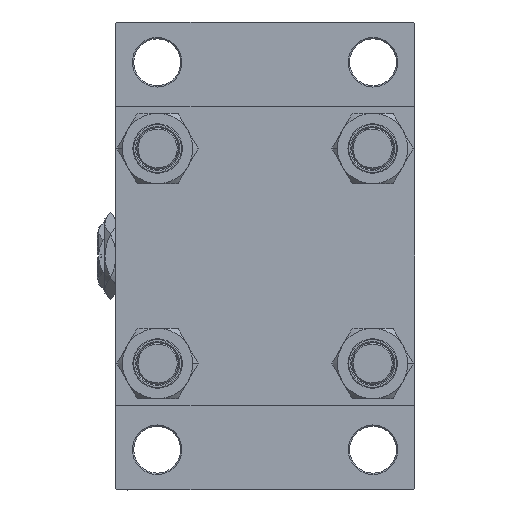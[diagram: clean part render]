
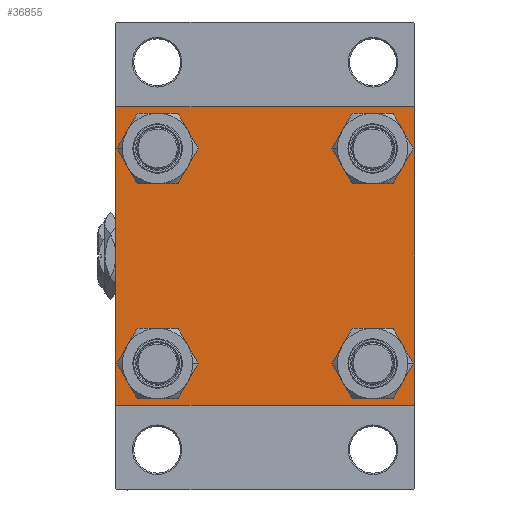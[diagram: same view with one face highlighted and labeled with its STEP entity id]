
A CAD part, left-side view. The second image highlights one B-rep face of the part: STEP entity #36855.
In plain terms, the highlighted planar face has unit normal (-1, 0, 0).
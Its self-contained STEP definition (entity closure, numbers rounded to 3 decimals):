
#113 = CARTESIAN_POINT ( 'NONE',  ( 0., 57.5, 57. ) ) ;
#462 = CIRCLE ( 'NONE', #24578, 8.5 ) ;
#660 = CARTESIAN_POINT ( 'NONE',  ( 0., -57.5, 57.5 ) ) ;
#1138 = ORIENTED_EDGE ( 'NONE', *, *, #32690, .T. ) ;
#1146 = DIRECTION ( 'NONE',  ( 0., -0.707, -0.707 ) ) ;
#1346 = DIRECTION ( 'NONE',  ( 0., 0., 1. ) ) ;
#1706 = EDGE_CURVE ( 'NONE', #3541, #32570, #462, .T. ) ;
#2063 = CIRCLE ( 'NONE', #51094, 8.5 ) ;
#2162 = VERTEX_POINT ( 'NONE', #49805 ) ;
#2284 = ORIENTED_EDGE ( 'NONE', *, *, #11430, .T. ) ;
#2470 = DIRECTION ( 'NONE',  ( -1., 0., 0. ) ) ;
#2647 = DIRECTION ( 'NONE',  ( 0., 0., 1. ) ) ;
#3283 = VECTOR ( 'NONE', #39630, 1000. ) ;
#3340 = VERTEX_POINT ( 'NONE', #16207 ) ;
#3409 = DIRECTION ( 'NONE',  ( 0., 0., 1. ) ) ;
#3541 = VERTEX_POINT ( 'NONE', #15008 ) ;
#3777 = ORIENTED_EDGE ( 'NONE', *, *, #48503, .T. ) ;
#4193 = AXIS2_PLACEMENT_3D ( 'NONE', #5118, #32729, #8279 ) ;
#5118 = CARTESIAN_POINT ( 'NONE',  ( 0., -41.35, -41.35 ) ) ;
#5782 = DIRECTION ( 'NONE',  ( 0., 0., 1. ) ) ;
#6623 = VECTOR ( 'NONE', #38138, 1000. ) ;
#6695 = EDGE_LOOP ( 'NONE', ( #25621, #2284, #27299, #32936, #25554, #43529, #48533, #36753 ) ) ;
#8279 = DIRECTION ( 'NONE',  ( 0., 0., 1. ) ) ;
#8910 = CARTESIAN_POINT ( 'NONE',  ( 0., 57.5, -57. ) ) ;
#9001 = CIRCLE ( 'NONE', #46422, 8.5 ) ;
#9364 = EDGE_CURVE ( 'NONE', #47294, #29096, #23851, .T. ) ;
#9677 = LINE ( 'NONE', #14117, #13204 ) ;
#9858 = AXIS2_PLACEMENT_3D ( 'NONE', #46122, #42213, #5782 ) ;
#9902 = CIRCLE ( 'NONE', #47282, 8.5 ) ;
#10547 = CARTESIAN_POINT ( 'NONE',  ( 0., -41.35, 41.35 ) ) ;
#10765 = LINE ( 'NONE', #26649, #3283 ) ;
#11430 = EDGE_CURVE ( 'NONE', #40746, #41263, #36803, .T. ) ;
#11896 = CIRCLE ( 'NONE', #40971, 8.5 ) ;
#12297 = CARTESIAN_POINT ( 'NONE',  ( 0., -57., 57.5 ) ) ;
#12421 = VERTEX_POINT ( 'NONE', #41608 ) ;
#12527 = ORIENTED_EDGE ( 'NONE', *, *, #23860, .T. ) ;
#13204 = VECTOR ( 'NONE', #25562, 1000. ) ;
#13360 = EDGE_CURVE ( 'NONE', #19584, #12421, #21636, .T. ) ;
#13801 = DIRECTION ( 'NONE',  ( 0., 0.707, -0.707 ) ) ;
#14117 = CARTESIAN_POINT ( 'NONE',  ( 0., 57.5, 57.5 ) ) ;
#14953 = FACE_BOUND ( 'NONE', #36744, .T. ) ;
#15008 = CARTESIAN_POINT ( 'NONE',  ( 0., 41.35, -49.85 ) ) ;
#16207 = CARTESIAN_POINT ( 'NONE',  ( 0., -41.35, 32.85 ) ) ;
#16225 = ORIENTED_EDGE ( 'NONE', *, *, #1706, .T. ) ;
#16432 = EDGE_LOOP ( 'NONE', ( #22697, #33811 ) ) ;
#17284 = DIRECTION ( 'NONE',  ( 0., 0., 1. ) ) ;
#17319 = CARTESIAN_POINT ( 'NONE',  ( 0., -57.5, 57. ) ) ;
#17373 = EDGE_CURVE ( 'NONE', #2162, #33257, #36877, .T. ) ;
#17542 = CARTESIAN_POINT ( 'NONE',  ( 0., -41.35, -41.35 ) ) ;
#17842 = CARTESIAN_POINT ( 'NONE',  ( 0., 57.5, -57.5 ) ) ;
#18173 = VERTEX_POINT ( 'NONE', #18944 ) ;
#18602 = FACE_BOUND ( 'NONE', #32816, .T. ) ;
#18619 = DIRECTION ( 'NONE',  ( 0., 0., 1. ) ) ;
#18865 = FACE_BOUND ( 'NONE', #37797, .T. ) ;
#18944 = CARTESIAN_POINT ( 'NONE',  ( 0., -41.35, 49.85 ) ) ;
#19273 = CARTESIAN_POINT ( 'NONE',  ( 0., -41.35, -49.85 ) ) ;
#19472 = VERTEX_POINT ( 'NONE', #113 ) ;
#19584 = VERTEX_POINT ( 'NONE', #19273 ) ;
#21245 = DIRECTION ( 'NONE',  ( 1., 0., 0. ) ) ;
#21636 = CIRCLE ( 'NONE', #4193, 8.5 ) ;
#21743 = DIRECTION ( 'NONE',  ( 1., 0., 0. ) ) ;
#22000 = LINE ( 'NONE', #17842, #6623 ) ;
#22697 = ORIENTED_EDGE ( 'NONE', *, *, #31631, .T. ) ;
#22760 = FACE_OUTER_BOUND ( 'NONE', #6695, .T. ) ;
#23201 = CARTESIAN_POINT ( 'NONE',  ( 0., 41.35, 41.35 ) ) ;
#23235 = VECTOR ( 'NONE', #44089, 1000. ) ;
#23851 = LINE ( 'NONE', #660, #24060 ) ;
#23860 = EDGE_CURVE ( 'NONE', #33257, #2162, #2063, .T. ) ;
#24060 = VECTOR ( 'NONE', #40476, 1000. ) ;
#24578 = AXIS2_PLACEMENT_3D ( 'NONE', #44423, #21245, #32955 ) ;
#25554 = ORIENTED_EDGE ( 'NONE', *, *, #9364, .F. ) ;
#25562 = DIRECTION ( 'NONE',  ( 0., -1., 0. ) ) ;
#25621 = ORIENTED_EDGE ( 'NONE', *, *, #37745, .T. ) ;
#26649 = CARTESIAN_POINT ( 'NONE',  ( 0., -57.25, -57.25 ) ) ;
#26849 = VERTEX_POINT ( 'NONE', #35322 ) ;
#26924 = DIRECTION ( 'NONE',  ( 0., 0., 1. ) ) ;
#27299 = ORIENTED_EDGE ( 'NONE', *, *, #37561, .T. ) ;
#27968 = LINE ( 'NONE', #51382, #40196 ) ;
#28214 = LINE ( 'NONE', #35760, #23235 ) ;
#28227 = DIRECTION ( 'NONE',  ( 0., 0.707, 0.707 ) ) ;
#28956 = CARTESIAN_POINT ( 'NONE',  ( 0., 41.35, 41.35 ) ) ;
#29096 = VERTEX_POINT ( 'NONE', #29300 ) ;
#29300 = CARTESIAN_POINT ( 'NONE',  ( 0., -57.5, -57. ) ) ;
#29819 = VERTEX_POINT ( 'NONE', #12297 ) ;
#29988 = DIRECTION ( 'NONE',  ( 1., 0., 0. ) ) ;
#30047 = CARTESIAN_POINT ( 'NONE',  ( 0., 57., -57.5 ) ) ;
#30188 = LINE ( 'NONE', #45810, #42504 ) ;
#31523 = VERTEX_POINT ( 'NONE', #32155 ) ;
#31631 = EDGE_CURVE ( 'NONE', #12421, #19584, #9001, .T. ) ;
#32155 = CARTESIAN_POINT ( 'NONE',  ( 0., 57., 57.5 ) ) ;
#32570 = VERTEX_POINT ( 'NONE', #43031 ) ;
#32690 = EDGE_CURVE ( 'NONE', #32570, #3541, #9902, .T. ) ;
#32725 = AXIS2_PLACEMENT_3D ( 'NONE', #28956, #29988, #2647 ) ;
#32729 = DIRECTION ( 'NONE',  ( 1., 0., 0. ) ) ;
#32748 = EDGE_CURVE ( 'NONE', #31523, #29819, #9677, .T. ) ;
#32816 = EDGE_LOOP ( 'NONE', ( #47077, #3777 ) ) ;
#32936 = ORIENTED_EDGE ( 'NONE', *, *, #36573, .T. ) ;
#32955 = DIRECTION ( 'NONE',  ( 0., 0., 1. ) ) ;
#33178 = AXIS2_PLACEMENT_3D ( 'NONE', #34219, #2470, #26924 ) ;
#33257 = VERTEX_POINT ( 'NONE', #50083 ) ;
#33415 = DIRECTION ( 'NONE',  ( 1., 0., 0. ) ) ;
#33811 = ORIENTED_EDGE ( 'NONE', *, *, #13360, .T. ) ;
#33893 = CARTESIAN_POINT ( 'NONE',  ( 0., 41.35, -41.35 ) ) ;
#34219 = CARTESIAN_POINT ( 'NONE',  ( 0., 0., 0. ) ) ;
#34475 = PLANE ( 'NONE',  #33178 ) ;
#35322 = CARTESIAN_POINT ( 'NONE',  ( 0., -57., -57.5 ) ) ;
#35757 = EDGE_CURVE ( 'NONE', #18173, #3340, #51426, .T. ) ;
#35760 = CARTESIAN_POINT ( 'NONE',  ( 0., 57.5, 57.5 ) ) ;
#36573 = EDGE_CURVE ( 'NONE', #26849, #29096, #10765, .T. ) ;
#36744 = EDGE_LOOP ( 'NONE', ( #1138, #16225 ) ) ;
#36753 = ORIENTED_EDGE ( 'NONE', *, *, #41804, .T. ) ;
#36803 = LINE ( 'NONE', #48781, #44874 ) ;
#36855 = ADVANCED_FACE ( 'NONE', ( #18602, #50602, #14953, #18865, #22760 ), #34475, .T. ) ;
#36877 = CIRCLE ( 'NONE', #32725, 8.5 ) ;
#37272 = DIRECTION ( 'NONE',  ( 1., 0., 0. ) ) ;
#37561 = EDGE_CURVE ( 'NONE', #41263, #26849, #22000, .T. ) ;
#37745 = EDGE_CURVE ( 'NONE', #19472, #40746, #28214, .T. ) ;
#37797 = EDGE_LOOP ( 'NONE', ( #51156, #12527 ) ) ;
#38138 = DIRECTION ( 'NONE',  ( 0., -1., 0. ) ) ;
#39066 = DIRECTION ( 'NONE',  ( 1., 0., 0. ) ) ;
#39630 = DIRECTION ( 'NONE',  ( 0., -0.707, 0.707 ) ) ;
#40196 = VECTOR ( 'NONE', #28227, 1000. ) ;
#40476 = DIRECTION ( 'NONE',  ( 0., 0., -1. ) ) ;
#40746 = VERTEX_POINT ( 'NONE', #8910 ) ;
#40971 = AXIS2_PLACEMENT_3D ( 'NONE', #10547, #21743, #18619 ) ;
#41263 = VERTEX_POINT ( 'NONE', #30047 ) ;
#41608 = CARTESIAN_POINT ( 'NONE',  ( 0., -41.35, -32.85 ) ) ;
#41804 = EDGE_CURVE ( 'NONE', #31523, #19472, #30188, .T. ) ;
#42213 = DIRECTION ( 'NONE',  ( 1., 0., 0. ) ) ;
#42504 = VECTOR ( 'NONE', #13801, 1000. ) ;
#43031 = CARTESIAN_POINT ( 'NONE',  ( 0., 41.35, -32.85 ) ) ;
#43529 = ORIENTED_EDGE ( 'NONE', *, *, #49509, .T. ) ;
#44089 = DIRECTION ( 'NONE',  ( 0., 0., -1. ) ) ;
#44423 = CARTESIAN_POINT ( 'NONE',  ( 0., 41.35, -41.35 ) ) ;
#44874 = VECTOR ( 'NONE', #1146, 1000. ) ;
#45810 = CARTESIAN_POINT ( 'NONE',  ( 0., 57.25, 57.25 ) ) ;
#46122 = CARTESIAN_POINT ( 'NONE',  ( 0., -41.35, 41.35 ) ) ;
#46422 = AXIS2_PLACEMENT_3D ( 'NONE', #17542, #33415, #17284 ) ;
#47077 = ORIENTED_EDGE ( 'NONE', *, *, #35757, .T. ) ;
#47282 = AXIS2_PLACEMENT_3D ( 'NONE', #33893, #37272, #1346 ) ;
#47294 = VERTEX_POINT ( 'NONE', #17319 ) ;
#48503 = EDGE_CURVE ( 'NONE', #3340, #18173, #11896, .T. ) ;
#48533 = ORIENTED_EDGE ( 'NONE', *, *, #32748, .F. ) ;
#48781 = CARTESIAN_POINT ( 'NONE',  ( 0., 57.25, -57.25 ) ) ;
#49509 = EDGE_CURVE ( 'NONE', #47294, #29819, #27968, .T. ) ;
#49805 = CARTESIAN_POINT ( 'NONE',  ( 0., 41.35, 49.85 ) ) ;
#50083 = CARTESIAN_POINT ( 'NONE',  ( 0., 41.35, 32.85 ) ) ;
#50602 = FACE_BOUND ( 'NONE', #16432, .T. ) ;
#51094 = AXIS2_PLACEMENT_3D ( 'NONE', #23201, #39066, #3409 ) ;
#51156 = ORIENTED_EDGE ( 'NONE', *, *, #17373, .T. ) ;
#51382 = CARTESIAN_POINT ( 'NONE',  ( 0., -57.25, 57.25 ) ) ;
#51426 = CIRCLE ( 'NONE', #9858, 8.5 ) ;
